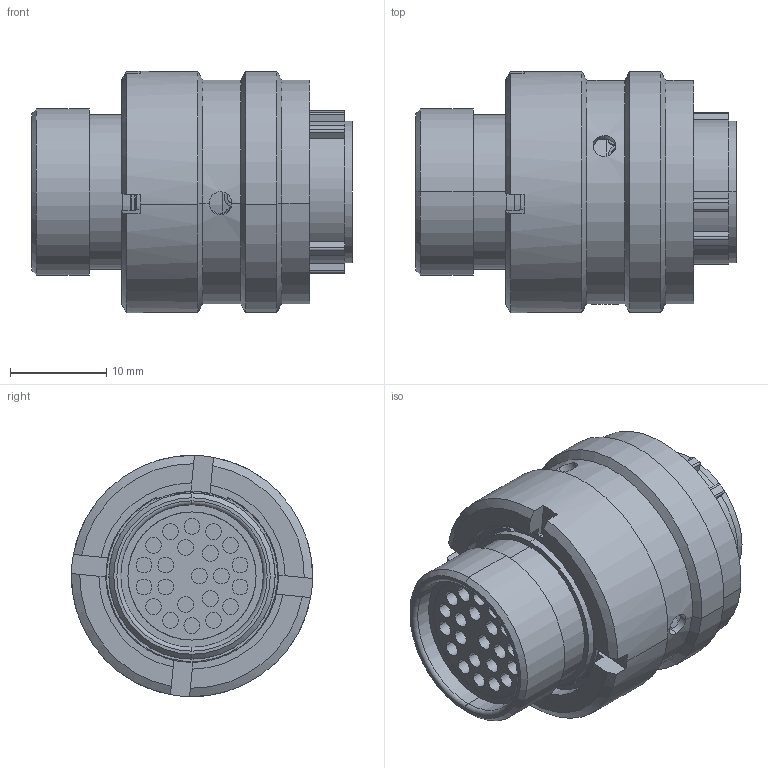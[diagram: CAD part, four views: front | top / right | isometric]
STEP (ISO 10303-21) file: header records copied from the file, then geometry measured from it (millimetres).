
FILE_DESCRIPTION (( 'STEP AP214' ), '1' );
FILE_NAME ('AS612-35SA.STEP', '2019-02-12T16:51:37', ( '' ), ( '' ), 'SwSTEP 2.0', 'SolidWorks 2016', '' );
FILE_SCHEMA (( 'AUTOMOTIVE_DESIGN' ));
Length unit declared in the file: millimetre
Products named in the file (1): AS612-35SA
Bounding box: 33.37 x 25.09 x 25.09 mm (x, y, z)
Volume: 8453.6 mm3; surface area: 12225.8 mm2
Topology: 8 solids, 8 shells, 846 faces, 2251 edges, 1456 vertices
Faces by surface type: plane 363, cylinder 276, cone 100, torus 98, bspline 9
Entity records: 41063 total; most frequent: CARTESIAN_POINT 11806, ORIENTED_EDGE 4502, DIRECTION 3713, EDGE_CURVE 2251, AXIS2_PLACEMENT_3D 1538, VERTEX_POINT 1456, EDGE_LOOP 983, UNCERTAINTY_MEASURE_WITH_UNIT 856
